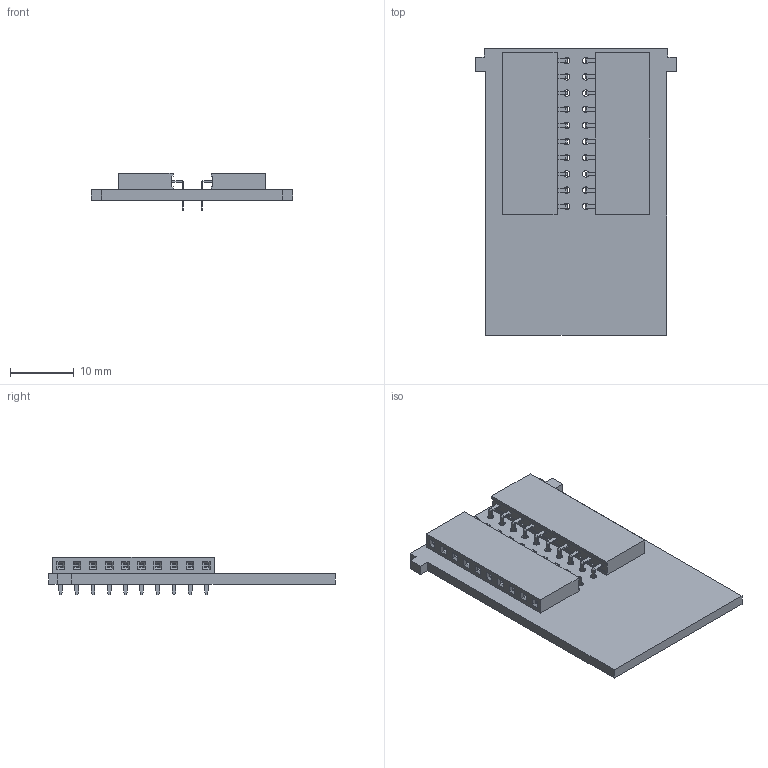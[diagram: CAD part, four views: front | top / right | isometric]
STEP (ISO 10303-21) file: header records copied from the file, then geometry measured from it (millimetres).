
FILE_DESCRIPTION(('KiCad electronic assembly'),'2;1');
FILE_NAME('FirePlace_SideWall.step','2021-12-11T10:55:29',('An Author'), ('A Company'),'Open CASCADE STEP processor 6.9', 'KiCad to STEP converter','Unknown');
FILE_SCHEMA(('AUTOMOTIVE_DESIGN { 1 0 10303 214 1 1 1 1 }'));
Length unit declared in the file: millimetre
Products named in the file (4): Open CASCADE STEP translator 6.9 1; PinSocket_1x10_P2.54mm_Horizontal; SOLID; COMPOUND
Assembly tree (4 placements, depth 3):
  Open CASCADE STEP translator 6.9 1
    PinSocket_1x10_P2.54mm_Horizontal  x2
      SOLID
    COMPOUND
Bounding box: 31.62 x 45 x 5.84 mm (x, y, z)
Volume: 3074.9 mm3; surface area: 4699.8 mm2
Topology: 3 solids, 3 shells, 754 faces, 1984 edges, 1296 vertices
Faces by surface type: plane 694, cylinder 60
Full cylindrical faces by diameter (mm): 1 x20
Entity records: 28336 total; most frequent: CARTESIAN_POINT 4559, DIRECTION 3938, LINE 2960, VECTOR 2960, ORIENTED_EDGE 2080, PCURVE 2080, DEFINITIONAL_REPRESENTATION 2080, EDGE_CURVE 1040
